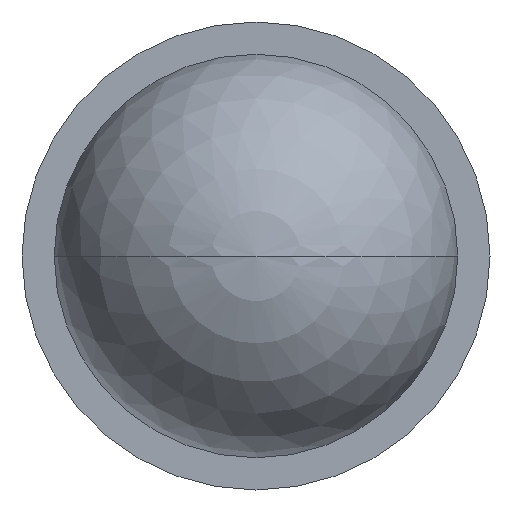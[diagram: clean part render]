
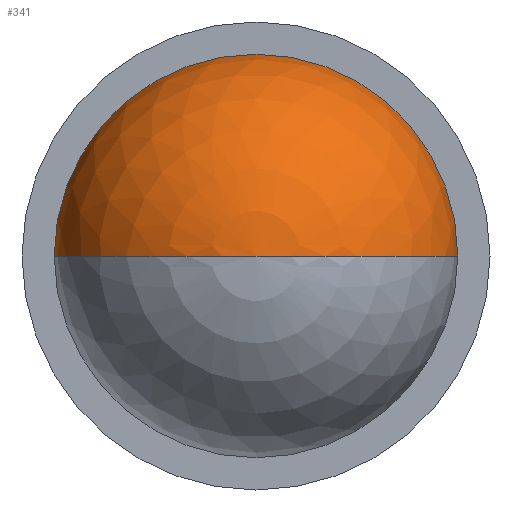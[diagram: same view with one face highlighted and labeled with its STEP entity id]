
A CAD part, left-side view. The second image highlights one B-rep face of the part: STEP entity #341.
In plain terms, the highlighted spherical face has radius 2.5 mm.
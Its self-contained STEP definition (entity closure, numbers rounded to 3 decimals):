
#103=CARTESIAN_POINT('',(-5.5,0.,0.));
#104=DIRECTION('',(0.,0.,1.));
#105=DIRECTION('',(0.,1.,0.));
#106=AXIS2_PLACEMENT_3D('',#103,#104,#105);
#108=CARTESIAN_POINT('',(-5.5,0.,0.));
#109=DIRECTION('',(1.,0.,0.));
#110=DIRECTION('',(0.,1.,0.));
#111=AXIS2_PLACEMENT_3D('',#108,#109,#110);
#113=CARTESIAN_POINT('',(-5.5,0.,0.));
#114=DIRECTION('',(0.,0.,-1.));
#115=DIRECTION('',(0.,-1.,0.));
#116=AXIS2_PLACEMENT_3D('',#113,#114,#115);
#128=CARTESIAN_POINT('',(-5.5,2.5,0.));
#130=VERTEX_POINT('',#128);
#131=CARTESIAN_POINT('',(-8.,0.,0.));
#132=VERTEX_POINT('',#131);
#138=CARTESIAN_POINT('',(-5.5,-2.5,0.));
#140=VERTEX_POINT('',#138);
#329=CARTESIAN_POINT('',(-5.5,0.,0.));
#330=DIRECTION('',(-1.,0.,0.));
#331=DIRECTION('',(0.,1.,0.));
#332=AXIS2_PLACEMENT_3D('',#329,#330,#331);
#333=SPHERICAL_SURFACE('',#332,2.5);
#335=ORIENTED_EDGE('',*,*,#334,.F.);
#336=ORIENTED_EDGE('',*,*,#324,.T.);
#338=ORIENTED_EDGE('',*,*,#337,.T.);
#339=EDGE_LOOP('',(#335,#336,#338));
#340=FACE_OUTER_BOUND('',#339,.F.);
#341=ADVANCED_FACE('',(#340),#333,.T.);
#107=CIRCLE('',#106,2.5);
#112=CIRCLE('',#111,2.5);
#117=CIRCLE('',#116,2.5);
#324=EDGE_CURVE('',#130,#140,#112,.T.);
#334=EDGE_CURVE('',#130,#132,#107,.T.);
#337=EDGE_CURVE('',#140,#132,#117,.T.);
